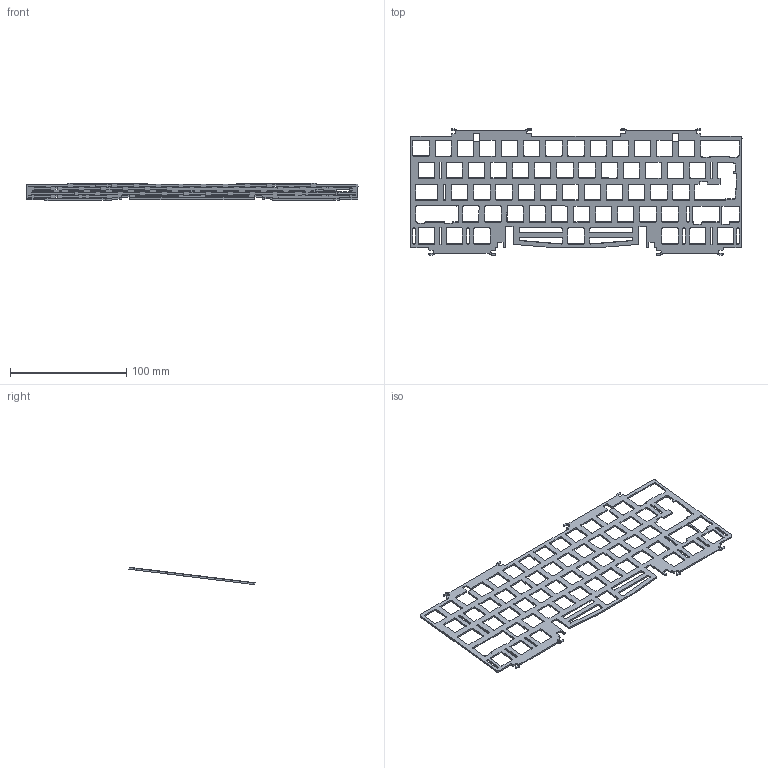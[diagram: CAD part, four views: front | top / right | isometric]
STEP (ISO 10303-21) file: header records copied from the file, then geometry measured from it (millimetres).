
FILE_DESCRIPTION(/* description */ (''),/* implementation_level */ '2;1');
FILE_NAME(/* name */ 'Protag Plastic Plate.step',/* time_stamp */ '2025-04-26T15:52:53-04:00',/* author */ (''),/* organization */ (''),/* preprocessor_version */ 'ST-DEVELOPER v20.1',/* originating_system */ 'Autodesk Translation Framework v14.4.0.0',/* authorisation */ '');
FILE_SCHEMA (('AUTOMOTIVE_DESIGN { 1 0 10303 214 3 1 1 }'));
Length unit declared in the file: millimetre
Products named in the file (1): Protag Plastic Plate
Bounding box: 285.76 x 108.68 x 15 mm (x, y, z)
Volume: 21224.7 mm3; surface area: 36021.9 mm2
Topology: 1 solids, 1 shells, 833 faces, 2493 edges, 1662 vertices
Faces by surface type: plane 421, cylinder 412
Entity records: 28599 total; most frequent: CARTESIAN_POINT 4989, ORIENTED_EDGE 4986, DIRECTION 4985, EDGE_CURVE 2493, LINE 1669, VECTOR 1669, VERTEX_POINT 1662, AXIS2_PLACEMENT_3D 1658
